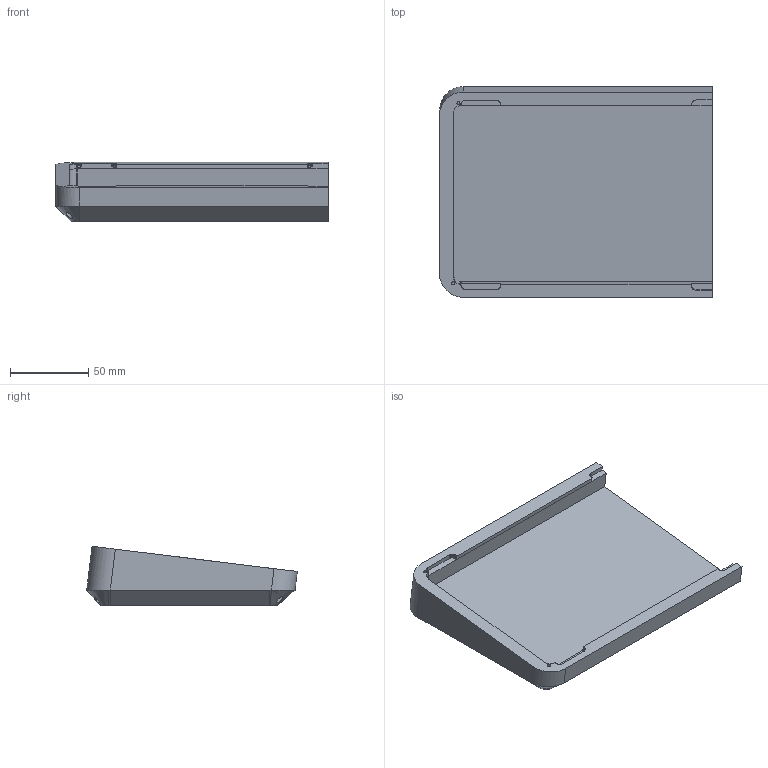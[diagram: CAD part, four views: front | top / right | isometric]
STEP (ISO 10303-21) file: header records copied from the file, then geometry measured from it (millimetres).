
FILE_DESCRIPTION(/* description */ (''),/* implementation_level */ '2;1');
FILE_NAME(/* name */ 'bottom left.step',/* time_stamp */ '2023-09-10T14:29:09-07:00',/* author */ (''),/* organization */ (''),/* preprocessor_version */ 'ST-DEVELOPER v20',/* originating_system */ 'Autodesk Translation Framework v12.9.0.99',/* authorisation */ '');
FILE_SCHEMA (('AUTOMOTIVE_DESIGN { 1 0 10303 214 3 1 1 }'));
Length unit declared in the file: millimetre
Products named in the file (1): (Unsaved)
Bounding box: 174.28 x 134.6 x 37.94 mm (x, y, z)
Volume: 392759.2 mm3; surface area: 66270.5 mm2
Topology: 1 solids, 1 shells, 133 faces, 381 edges, 252 vertices
Faces by surface type: plane 119, cylinder 10, bspline 4
Full cylindrical faces by diameter (mm): 2 x2, 4 x2
Entity records: 4481 total; most frequent: CARTESIAN_POINT 975, ORIENTED_EDGE 762, DIRECTION 643, EDGE_CURVE 381, LINE 355, VECTOR 355, VERTEX_POINT 252, AXIS2_PLACEMENT_3D 144
